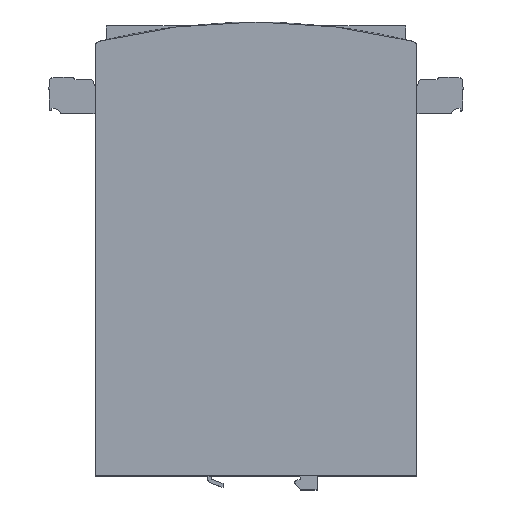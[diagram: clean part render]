
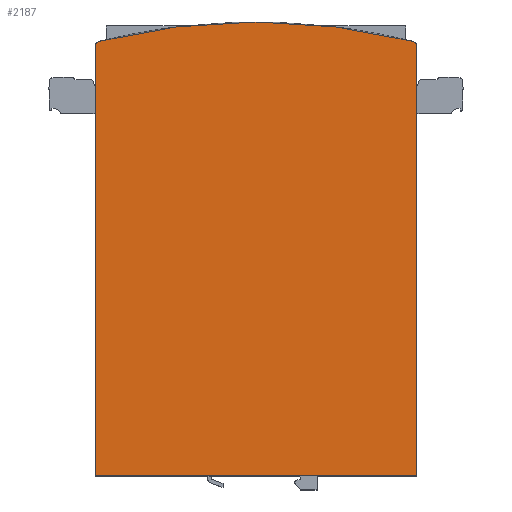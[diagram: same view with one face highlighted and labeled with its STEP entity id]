
A CAD part, top view. The second image highlights one B-rep face of the part: STEP entity #2187.
In plain terms, the highlighted planar face has unit normal (0, 0, 1).
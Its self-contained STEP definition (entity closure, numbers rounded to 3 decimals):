
#52=FACE_OUTER_BOUND('',#178,.T.);
#178=EDGE_LOOP('',(#1561,#1562,#1563,#1564,#1565,#1566));
#302=CIRCLE('',#2319,2.);
#304=CIRCLE('',#2322,255.);
#315=CIRCLE('',#2335,2.);
#371=LINE('',#3178,#653);
#387=LINE('',#3210,#669);
#421=LINE('',#3278,#703);
#653=VECTOR('',#2534,1000.);
#669=VECTOR('',#2552,1000.);
#703=VECTOR('',#2588,1000.);
#945=VERTEX_POINT('',#3175);
#946=VERTEX_POINT('',#3177);
#961=VERTEX_POINT('',#3209);
#994=VERTEX_POINT('',#3276);
#996=VERTEX_POINT('',#3285);
#998=VERTEX_POINT('',#3291);
#1157=EDGE_CURVE('',#946,#945,#371,.T.);
#1173=EDGE_CURVE('',#961,#946,#387,.T.);
#1207=EDGE_CURVE('',#945,#994,#421,.T.);
#1213=EDGE_CURVE('',#994,#996,#302,.T.);
#1216=EDGE_CURVE('',#996,#998,#304,.T.);
#1230=EDGE_CURVE('',#998,#961,#315,.T.);
#1561=ORIENTED_EDGE('',*,*,#1230,.T.);
#1562=ORIENTED_EDGE('',*,*,#1173,.T.);
#1563=ORIENTED_EDGE('',*,*,#1157,.T.);
#1564=ORIENTED_EDGE('',*,*,#1207,.T.);
#1565=ORIENTED_EDGE('',*,*,#1213,.T.);
#1566=ORIENTED_EDGE('',*,*,#1216,.T.);
#2079=PLANE('',#2334);
#2187=ADVANCED_FACE('',(#52),#2079,.T.);
#2319=AXIS2_PLACEMENT_3D('',#3287,#2597,#2598);
#2322=AXIS2_PLACEMENT_3D('',#3293,#2604,#2605);
#2334=AXIS2_PLACEMENT_3D('',#3320,#2631,#2632);
#2335=AXIS2_PLACEMENT_3D('',#3321,#2633,#2634);
#2534=DIRECTION('',(1.,0.,0.));
#2552=DIRECTION('',(0.,-1.,0.));
#2588=DIRECTION('',(0.,1.,0.));
#2597=DIRECTION('center_axis',(0.,0.,1.));
#2598=DIRECTION('ref_axis',(1.,0.,0.));
#2604=DIRECTION('center_axis',(0.,0.,1.));
#2605=DIRECTION('ref_axis',(1.,0.,0.));
#2631=DIRECTION('center_axis',(0.,0.,1.));
#2632=DIRECTION('ref_axis',(1.,0.,0.));
#2633=DIRECTION('center_axis',(0.,0.,1.));
#2634=DIRECTION('ref_axis',(1.,0.,0.));
#3175=CARTESIAN_POINT('',(63.5,0.,57.));
#3177=CARTESIAN_POINT('',(-63.5,0.,57.));
#3178=CARTESIAN_POINT('',(-63.5,0.,57.));
#3209=CARTESIAN_POINT('',(-63.5,169.444,57.));
#3210=CARTESIAN_POINT('',(-63.5,169.444,57.));
#3276=CARTESIAN_POINT('',(63.5,169.444,57.));
#3278=CARTESIAN_POINT('',(63.5,0.,57.));
#3285=CARTESIAN_POINT('',(61.986,171.384,57.));
#3287=CARTESIAN_POINT('Origin',(61.5,169.444,57.));
#3291=CARTESIAN_POINT('',(-61.986,171.384,57.));
#3293=CARTESIAN_POINT('Origin',(0.,-75.967,
57.));
#3320=CARTESIAN_POINT('Origin',(-61.5,169.444,57.));
#3321=CARTESIAN_POINT('Origin',(-61.5,169.444,57.));
